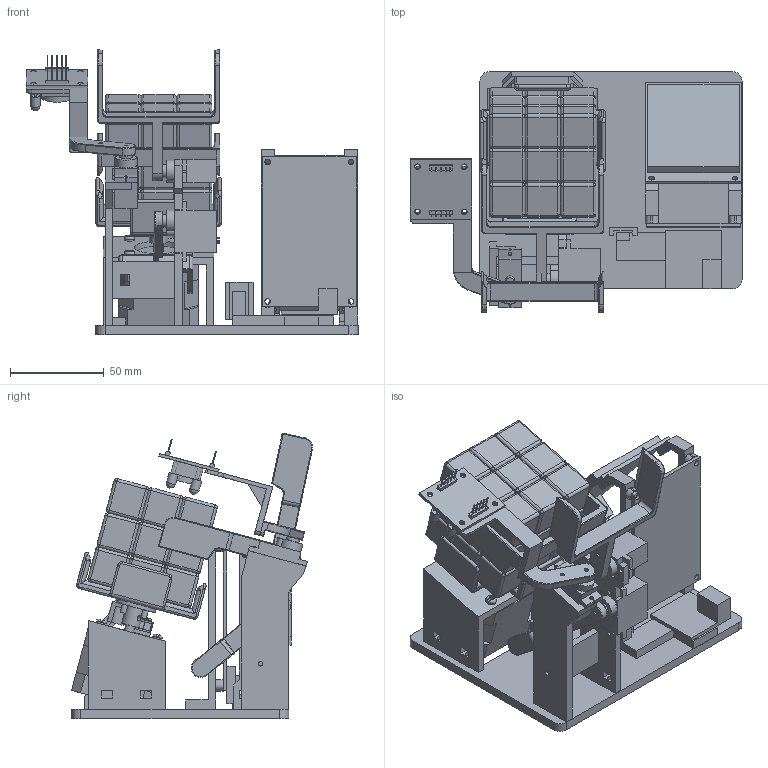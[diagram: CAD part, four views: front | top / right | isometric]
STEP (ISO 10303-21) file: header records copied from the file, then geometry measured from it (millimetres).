
FILE_DESCRIPTION(/* description */ (''),/* implementation_level */ '2;1');
FILE_NAME(/* name */ 'Cube Solver.stp',/* time_stamp */ '2020-09-02T22:46:08+08:00',/* author */ (''),/* organization */ (''),/* preprocessor_version */ 'ST-DEVELOPER v15',/* originating_system */ 'SIEMENS PLM Software NX 8.5',/* authorisation */ '');
FILE_SCHEMA (('CONFIG_CONTROL_DESIGN'));
Length unit declared in the file: millimetre
Products named in the file (21): cube pusher; cube pallet; DRV8825; power converter; gasket; locator; screw M2x12; screw M3x8; micro switch; rubic's cube; flange; 42BYG34; base; screen; STM32F4 core board; color sensor; color sensor bracket; holder; SG90-arm; SG90; Cube Solver
Assembly tree (33 placements, depth 2):
  Cube Solver
    SG90  x3
    SG90-arm  x3
    holder  x2
    color sensor bracket
    color sensor
    STM32F4 core board
    screen
    base
    42BYG34
    flange
    rubic's cube
    micro switch
    screw M3x8  x8
    screw M2x12  x2
    locator
    gasket
    power converter
    DRV8825
    cube pallet
    cube pusher
Bounding box: 177.33 x 128.75 x 152.44 mm (x, y, z)
Volume: 481695.3 mm3; surface area: 217263 mm2
Topology: 69 solids, 70 shells, 1898 faces, 4443 edges, 2527 vertices
Faces by surface type: plane 825, cylinder 730, sphere 229, torus 64, bspline 50
Full cylindrical faces by diameter (mm): 1 x29, 1.2 x1, 2 x12, 2.2 x6, 2.4 x9, 2.5 x8, 2.6 x17, 2.912 x2, 3 x37, 3.5 x9, 3.8 x2, 4 x7, 5 x17, 5.6 x8, 6 x1, 6.5 x4, 7 x3, 10 x1, 14 x1, 16 x1, 22 x3, 26 x1
Entity records: 46874 total; most frequent: CARTESIAN_POINT 8131, DIRECTION 7990, ORIENTED_EDGE 6792, EDGE_CURVE 3396, AXIS2_PLACEMENT_3D 2980, VERTEX_POINT 2074, EDGE_LOOP 2046, LINE 2030
